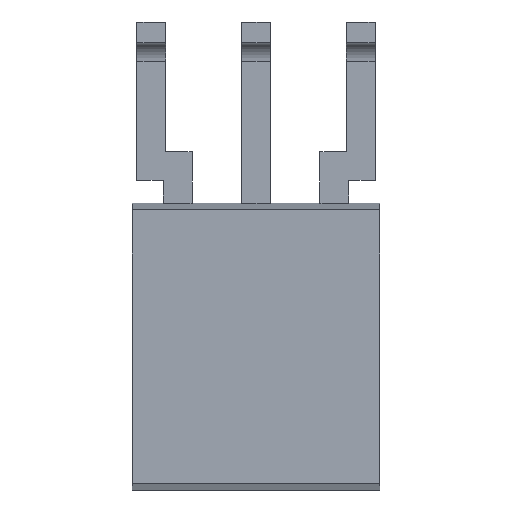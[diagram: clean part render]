
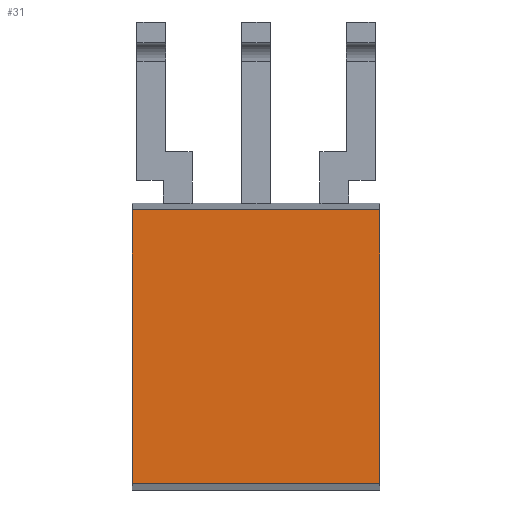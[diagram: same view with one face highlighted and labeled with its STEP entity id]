
A CAD part, front view. The second image highlights one B-rep face of the part: STEP entity #31.
In plain terms, the highlighted planar face has unit normal (0, -1, 0).
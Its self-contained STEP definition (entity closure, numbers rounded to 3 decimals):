
#31 = ADVANCED_FACE ( 'NONE', ( #866 ), #193, .F. ) ;
#32 = CARTESIAN_POINT ( 'NONE',  ( 0., 0., -3.314 ) ) ;
#151 = CARTESIAN_POINT ( 'NONE',  ( 3., 0., -3.314 ) ) ;
#180 = AXIS2_PLACEMENT_3D ( 'NONE', #1697, #1049, #1346 ) ;
#189 = ORIENTED_EDGE ( 'NONE', *, *, #1422, .F. ) ;
#193 = PLANE ( 'NONE',  #180 ) ;
#423 = DIRECTION ( 'NONE',  ( 1., 0., 0. ) ) ;
#438 = VERTEX_POINT ( 'NONE', #1266 ) ;
#535 = LINE ( 'NONE', #1079, #634 ) ;
#555 = VERTEX_POINT ( 'NONE', #151 ) ;
#560 = CARTESIAN_POINT ( 'NONE',  ( -3., 0., -3.314 ) ) ;
#634 = VECTOR ( 'NONE', #941, 1000. ) ;
#689 = EDGE_LOOP ( 'NONE', ( #189, #1383, #1163, #1123 ) ) ;
#762 = CARTESIAN_POINT ( 'NONE',  ( 0., 0., 3.314 ) ) ;
#774 = CARTESIAN_POINT ( 'NONE',  ( 3., 0., 3.314 ) ) ;
#804 = EDGE_CURVE ( 'NONE', #1061, #555, #1627, .T. ) ;
#852 = VECTOR ( 'NONE', #1438, 1000. ) ;
#866 = FACE_OUTER_BOUND ( 'NONE', #689, .T. ) ;
#941 = DIRECTION ( 'NONE',  ( 0., 0., 1. ) ) ;
#1049 = DIRECTION ( 'NONE',  ( 0., 1., 0. ) ) ;
#1061 = VERTEX_POINT ( 'NONE', #560 ) ;
#1079 = CARTESIAN_POINT ( 'NONE',  ( -3., 0., -3.475 ) ) ;
#1113 = VECTOR ( 'NONE', #1725, 1000. ) ;
#1123 = ORIENTED_EDGE ( 'NONE', *, *, #804, .T. ) ;
#1158 = LINE ( 'NONE', #762, #852 ) ;
#1163 = ORIENTED_EDGE ( 'NONE', *, *, #1720, .F. ) ;
#1200 = CARTESIAN_POINT ( 'NONE',  ( 3., 0., -3.475 ) ) ;
#1206 = VECTOR ( 'NONE', #423, 1000. ) ;
#1231 = VERTEX_POINT ( 'NONE', #774 ) ;
#1266 = CARTESIAN_POINT ( 'NONE',  ( -3., 0., 3.314 ) ) ;
#1346 = DIRECTION ( 'NONE',  ( 0., 0., 1. ) ) ;
#1371 = EDGE_CURVE ( 'NONE', #1231, #438, #1158, .T. ) ;
#1383 = ORIENTED_EDGE ( 'NONE', *, *, #1371, .T. ) ;
#1422 = EDGE_CURVE ( 'NONE', #1231, #555, #1460, .T. ) ;
#1438 = DIRECTION ( 'NONE',  ( -1., 0., 0. ) ) ;
#1460 = LINE ( 'NONE', #1200, #1113 ) ;
#1627 = LINE ( 'NONE', #32, #1206 ) ;
#1697 = CARTESIAN_POINT ( 'NONE',  ( 0., 0., 0. ) ) ;
#1720 = EDGE_CURVE ( 'NONE', #1061, #438, #535, .T. ) ;
#1725 = DIRECTION ( 'NONE',  ( 0., 0., -1. ) ) ;
